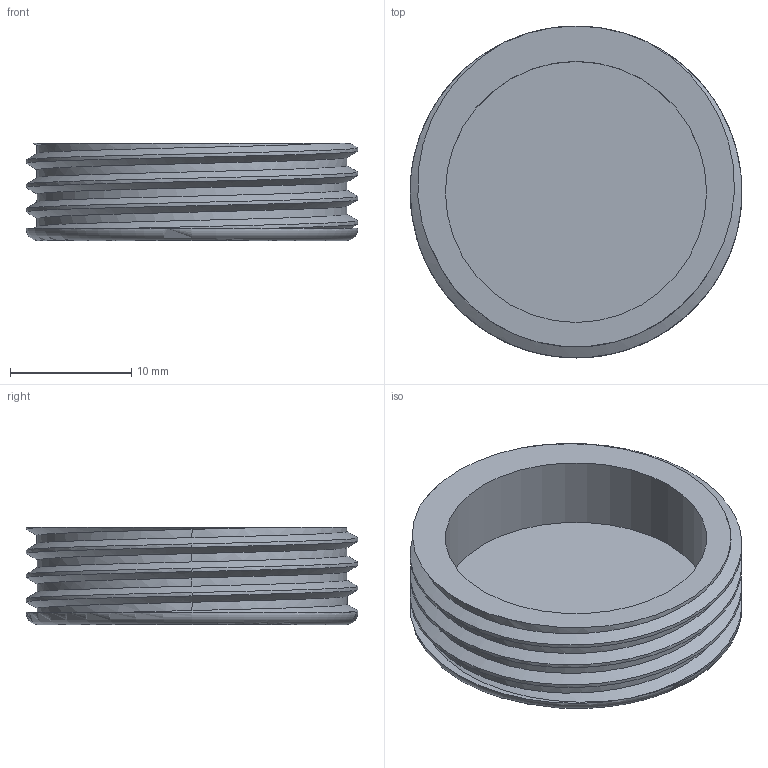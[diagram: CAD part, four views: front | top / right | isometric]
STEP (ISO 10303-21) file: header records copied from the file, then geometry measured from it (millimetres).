
FILE_DESCRIPTION(/* description */ ('','CAx-IF Rec.Pracs.---Representation and Presentation of Product Manufacturing Information (PMI)---4.0---2014-10-13'),/* implementation_level */ '2;1');
FILE_NAME(/* name */ 'Case V2 Bottom v3.step',/* time_stamp */ '2024-12-31T12:10:41-06:00',/* author */ (''),/* organization */ (''),/* preprocessor_version */ 'ST-DEVELOPER v20',/* originating_system */ 'Autodesk Translation Framework v13.20.0.188',/* authorisation */ '');
FILE_SCHEMA (('AP242_MANAGED_MODEL_BASED_3D_ENGINEERING_MIM_LF { 1 0 10303 442 1 1 4 }'));
Length unit declared in the file: millimetre
Products named in the file (1): Case V2 Bottom
Bounding box: 27.32 x 27.32 x 8 mm (x, y, z)
Volume: 2179.6 mm3; surface area: 2504.5 mm2
Topology: 1 solids, 1 shells, 17 faces, 40 edges, 26 vertices
Faces by surface type: cylinder 10, plane 4, bspline 2, torus 1
Full cylindrical faces by diameter (mm): 21.5 x1, 25.529 x3, 27.322 x2
Entity records: 1918 total; most frequent: CARTESIAN_POINT 1531, ORIENTED_EDGE 80, DIRECTION 60, EDGE_CURVE 40, VERTEX_POINT 26, AXIS2_PLACEMENT_3D 26, B_SPLINE_CURVE_WITH_KNOTS 22, EDGE_LOOP 18
